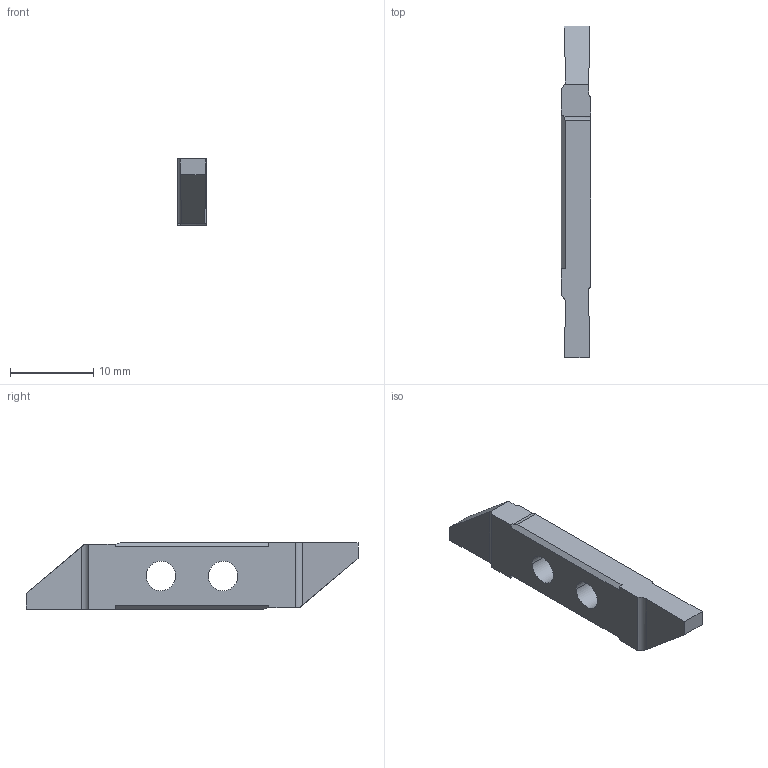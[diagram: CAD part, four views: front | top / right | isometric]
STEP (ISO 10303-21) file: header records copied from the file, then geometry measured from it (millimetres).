
FILE_DESCRIPTION(('CAx-IF Rec.Pracs.---Representation and Presentation of Product Manufacturing Information (PMI)---4.0---2014-10-13'),'2;1');
FILE_NAME('xxxCUT-3005-01-23','2024-03-27T08:18:13',(''),(''),'2023.1.2304.10','SolidWorks 2023 SP4 || FormatWorks Professional',' ');
FILE_SCHEMA(('AP242_MANAGED_MODEL_BASED_3D_ENGINEERING_MIM_LF { 1 0 10303 442 3 1 4 }'));
Length unit declared in the file: millimetre
Products named in the file (1): xxxCUT-3005-01-23
Bounding box: 3.6 x 40 x 8 mm (x, y, z)
Volume: 856.7 mm3; surface area: 875.4 mm2
Topology: 1 solids, 1 shells, 30 faces, 84 edges, 56 vertices
Faces by surface type: plane 20, cylinder 10
Entity records: 2613 total; most frequent: CARTESIAN_POINT 238, COLOUR_RGB 200, FILL_AREA_STYLE_COLOUR 200, FILL_AREA_STYLE 200, SURFACE_STYLE_FILL_AREA 200, SURFACE_SIDE_STYLE 200, SURFACE_STYLE_USAGE 200, PRESENTATION_STYLE_ASSIGNMENT 200
